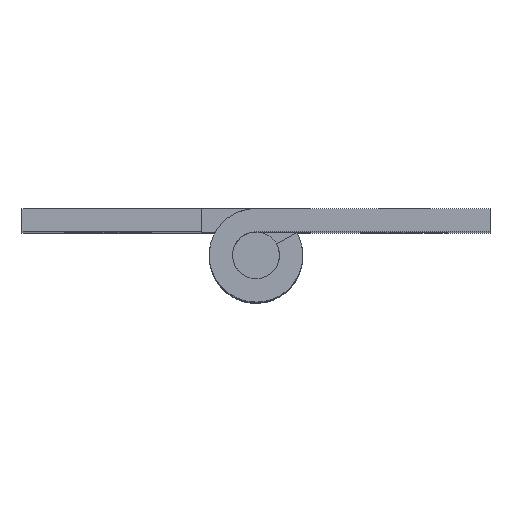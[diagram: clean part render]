
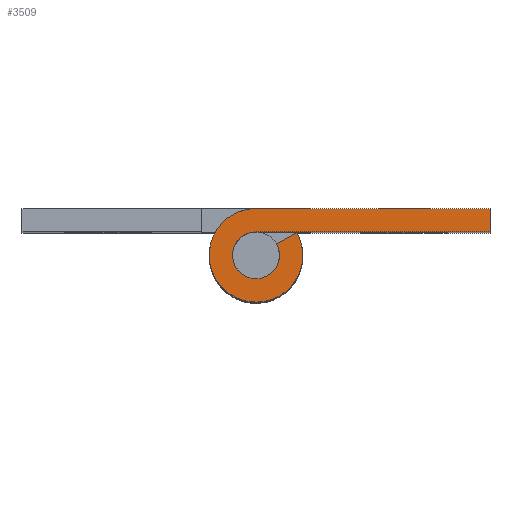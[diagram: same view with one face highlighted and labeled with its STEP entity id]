
A CAD part, top view. The second image highlights one B-rep face of the part: STEP entity #3509.
In plain terms, the highlighted free-form (B-spline) face has degree [1, 1] with [2, 2] control points.
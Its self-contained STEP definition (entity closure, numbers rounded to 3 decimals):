
#3432=CARTESIAN_POINT('',(-3.899,-3.299,50.0));
#3433=CARTESIAN_POINT('',(15.899,-3.299,50.0));
#3434=CARTESIAN_POINT('',(-3.899,3.3,50.0));
#3435=CARTESIAN_POINT('',(15.899,3.3,50.0));
#3436=B_SPLINE_SURFACE_WITH_KNOTS('',1,1,((#3432,#3434),(#3433,#3435)),.UNSPECIFIED.,.F.,.F.,.U.,(2,2),(2,2),(0.0,19.798),(0.0,6.599),.UNSPECIFIED.);
#3437=CARTESIAN_POINT('',(1.313,0.725,50.0));
#3438=VERTEX_POINT('',#3437);
#3439=CARTESIAN_POINT('',(0.0,1.5,50.0));
#3440=VERTEX_POINT('',#3439);
#3441=CARTESIAN_POINT('',(1.313,0.725,50.0));
#3442=CARTESIAN_POINT('',(1.867,-0.278,50.));
#3443=CARTESIAN_POINT('',(1.045,-1.076,50.0));
#3444=CARTESIAN_POINT('',(0.224,-1.874,50.));
#3445=CARTESIAN_POINT('',(-0.762,-1.292,50.0));
#3446=CARTESIAN_POINT('',(-1.749,-0.71,50.));
#3447=CARTESIAN_POINT('',(-1.447,0.395,50.0));
#3448=CARTESIAN_POINT('',(-1.145,1.5,50.));
#3449=CARTESIAN_POINT('',(0.0,1.5,50.0));
#3457=(BOUNDED_CURVE()B_SPLINE_CURVE(2,(#3441,#3442,#3443,#3444,#3445,#3446,#3447,#3448,#3449),.UNSPECIFIED.,.F.,.U.)B_SPLINE_CURVE_WITH_KNOTS((3,2,2,2,3),(0.0,0.25,0.5,0.75,1.0),.UNSPECIFIED.)CURVE()GEOMETRIC_REPRESENTATION_ITEM()RATIONAL_B_SPLINE_CURVE((1.0,0.795,1.0,0.795,1.0,0.795,1.0,0.795,1.0))REPRESENTATION_ITEM(''));
#3458=EDGE_CURVE('',#3438,#3440,#3457,.T.);
#3459=ORIENTED_EDGE('',*,*,#3458,.T.);
#3460=CARTESIAN_POINT('',(15.0,1.5,50.0));
#3461=VERTEX_POINT('',#3460);
#3462=CARTESIAN_POINT('',(0.0,1.5,50.0));
#3463=CARTESIAN_POINT('',(15.0,1.5,50.0));
#3464=QUASI_UNIFORM_CURVE('',1,(#3462,#3463),.UNSPECIFIED.,.F.,.U.);
#3465=EDGE_CURVE('',#3440,#3461,#3464,.T.);
#3466=ORIENTED_EDGE('',*,*,#3465,.T.);
#3467=CARTESIAN_POINT('',(15.0,3.0,50.0));
#3468=VERTEX_POINT('',#3467);
#3469=CARTESIAN_POINT('',(15.0,1.5,50.0));
#3470=CARTESIAN_POINT('',(15.0,3.0,50.0));
#3471=QUASI_UNIFORM_CURVE('',1,(#3469,#3470),.UNSPECIFIED.,.F.,.U.);
#3472=EDGE_CURVE('',#3461,#3468,#3471,.T.);
#3473=ORIENTED_EDGE('',*,*,#3472,.T.);
#3474=CARTESIAN_POINT('',(0.0,3.0,50.0));
#3475=VERTEX_POINT('',#3474);
#3476=CARTESIAN_POINT('',(15.0,3.0,50.0));
#3477=CARTESIAN_POINT('',(0.0,3.0,50.0));
#3478=QUASI_UNIFORM_CURVE('',1,(#3476,#3477),.UNSPECIFIED.,.F.,.U.);
#3479=EDGE_CURVE('',#3468,#3475,#3478,.T.);
#3480=ORIENTED_EDGE('',*,*,#3479,.T.);
#3481=CARTESIAN_POINT('',(2.626,1.45,50.0));
#3482=VERTEX_POINT('',#3481);
#3483=CARTESIAN_POINT('',(2.626,1.45,50.0));
#3484=CARTESIAN_POINT('',(3.733,-0.555,50.));
#3485=CARTESIAN_POINT('',(2.091,-2.152,50.0));
#3486=CARTESIAN_POINT('',(0.448,-3.748,50.));
#3487=CARTESIAN_POINT('',(-1.525,-2.584,50.0));
#3488=CARTESIAN_POINT('',(-3.497,-1.419,50.));
#3489=CARTESIAN_POINT('',(-2.894,0.79,50.0));
#3490=CARTESIAN_POINT('',(-2.291,3.,50.));
#3491=CARTESIAN_POINT('',(0.0,3.0,50.0));
#3499=(BOUNDED_CURVE()B_SPLINE_CURVE(2,(#3483,#3484,#3485,#3486,#3487,#3488,#3489,#3490,#3491),.UNSPECIFIED.,.F.,.U.)B_SPLINE_CURVE_WITH_KNOTS((3,2,2,2,3),(0.0,0.25,0.5,0.75,1.0),.UNSPECIFIED.)CURVE()GEOMETRIC_REPRESENTATION_ITEM()RATIONAL_B_SPLINE_CURVE((1.0,0.795,1.0,0.795,1.0,0.795,1.0,0.795,1.0))REPRESENTATION_ITEM(''));
#3500=EDGE_CURVE('',#3482,#3475,#3499,.T.);
#3501=ORIENTED_EDGE('',*,*,#3500,.F.);
#3502=CARTESIAN_POINT('',(2.626,1.45,50.0));
#3503=CARTESIAN_POINT('',(1.313,0.725,50.0));
#3504=QUASI_UNIFORM_CURVE('',1,(#3502,#3503),.UNSPECIFIED.,.F.,.U.);
#3505=EDGE_CURVE('',#3482,#3438,#3504,.T.);
#3506=ORIENTED_EDGE('',*,*,#3505,.T.);
#3507=EDGE_LOOP('',(#3459,#3466,#3473,#3480,#3501,#3506));
#3508=FACE_OUTER_BOUND('',#3507,.T.);
#3509=ADVANCED_FACE('',(#3508),#3436,.T.);
